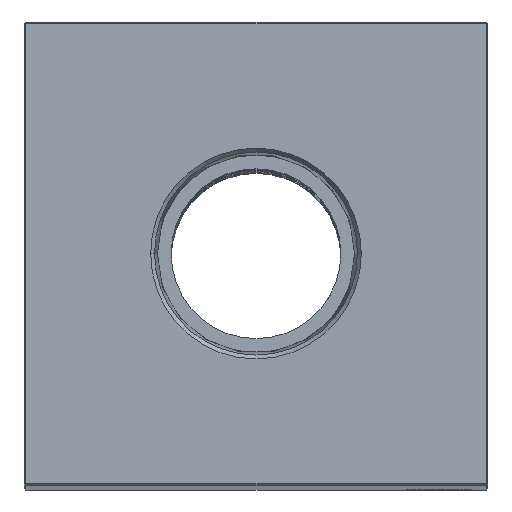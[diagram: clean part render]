
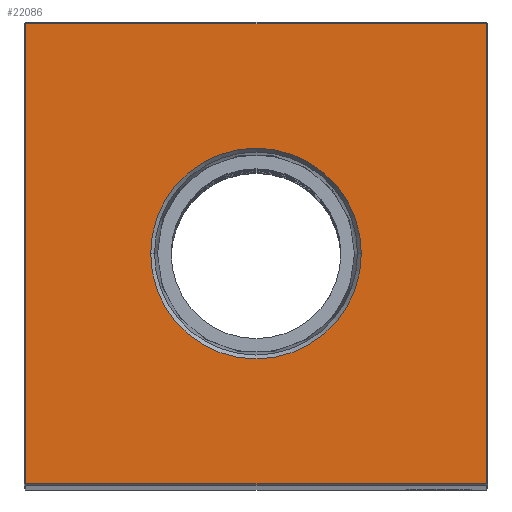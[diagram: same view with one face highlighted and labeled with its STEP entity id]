
A CAD part, top view. The second image highlights one B-rep face of the part: STEP entity #22086.
In plain terms, the highlighted planar face has unit normal (0, 0, 1).
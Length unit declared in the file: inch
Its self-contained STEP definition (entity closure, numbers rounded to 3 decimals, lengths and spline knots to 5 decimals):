
#74 = CIRCLE ( 'NONE', #8362, 0.68248 ) ;
#141 = DIRECTION ( 'NONE',  ( 0., 0., -1. ) ) ;
#1996 = VECTOR ( 'NONE', #3439, 39.37008 ) ;
#3110 = CARTESIAN_POINT ( 'NONE',  ( 0., 1.49, 18.25 ) ) ;
#3439 = DIRECTION ( 'NONE',  ( 0., -1., 0. ) ) ;
#4334 = DIRECTION ( 'NONE',  ( 1., 0., 0. ) ) ;
#4461 = DIRECTION ( 'NONE',  ( 0., 1., 0. ) ) ;
#4753 = CARTESIAN_POINT ( 'NONE',  ( 0., 0., 18.25 ) ) ;
#5641 = VERTEX_POINT ( 'NONE', #19082 ) ;
#7221 = VERTEX_POINT ( 'NONE', #10135 ) ;
#7452 = ORIENTED_EDGE ( 'NONE', *, *, #22572, .T. ) ;
#8362 = AXIS2_PLACEMENT_3D ( 'NONE', #21026, #16783, #16911 ) ;
#9056 = EDGE_CURVE ( 'NONE', #7221, #25061, #13096, .T. ) ;
#9266 = LINE ( 'NONE', #3110, #10305 ) ;
#9605 = LINE ( 'NONE', #23814, #1996 ) ;
#10135 = CARTESIAN_POINT ( 'NONE',  ( -1.49, -1.49, 18.25 ) ) ;
#10305 = VECTOR ( 'NONE', #19923, 39.37008 ) ;
#10557 = EDGE_CURVE ( 'NONE', #21600, #5641, #74, .T. ) ;
#11149 = CARTESIAN_POINT ( 'NONE',  ( 1.49, 1.49, 18.25 ) ) ;
#11312 = EDGE_CURVE ( 'NONE', #5641, #21600, #26262, .T. ) ;
#11343 = ORIENTED_EDGE ( 'NONE', *, *, #20447, .T. ) ;
#11753 = EDGE_LOOP ( 'NONE', ( #11343, #23786, #7452, #22306 ) ) ;
#13096 = LINE ( 'NONE', #21419, #24990 ) ;
#13852 = ORIENTED_EDGE ( 'NONE', *, *, #10557, .F. ) ;
#14722 = CARTESIAN_POINT ( 'NONE',  ( 1.49, 0., 18.25 ) ) ;
#15200 = DIRECTION ( 'NONE',  ( 0., 0., 1. ) ) ;
#16718 = EDGE_LOOP ( 'NONE', ( #24119, #13852 ) ) ;
#16783 = DIRECTION ( 'NONE',  ( 0., 0., 1. ) ) ;
#16911 = DIRECTION ( 'NONE',  ( 1., 0., 0. ) ) ;
#16921 = FACE_OUTER_BOUND ( 'NONE', #11753, .T. ) ;
#17380 = CARTESIAN_POINT ( 'NONE',  ( 0., 0., 18.25 ) ) ;
#17951 = AXIS2_PLACEMENT_3D ( 'NONE', #17380, #15200, #25716 ) ;
#19082 = CARTESIAN_POINT ( 'NONE',  ( 0.68248, 0., 18.25 ) ) ;
#19923 = DIRECTION ( 'NONE',  ( -1., 0., 0. ) ) ;
#20122 = AXIS2_PLACEMENT_3D ( 'NONE', #4753, #141, #21174 ) ;
#20227 = EDGE_CURVE ( 'NONE', #25891, #21992, #9266, .T. ) ;
#20447 = EDGE_CURVE ( 'NONE', #21992, #7221, #9605, .T. ) ;
#21026 = CARTESIAN_POINT ( 'NONE',  ( 0., 0., 18.25 ) ) ;
#21174 = DIRECTION ( 'NONE',  ( -1., 0., 0. ) ) ;
#21298 = PLANE ( 'NONE',  #20122 ) ;
#21419 = CARTESIAN_POINT ( 'NONE',  ( 0., -1.49, 18.25 ) ) ;
#21600 = VERTEX_POINT ( 'NONE', #25793 ) ;
#21992 = VERTEX_POINT ( 'NONE', #26244 ) ;
#22086 = ADVANCED_FACE ( 'NONE', ( #16921, #23086 ), #21298, .F. ) ;
#22306 = ORIENTED_EDGE ( 'NONE', *, *, #20227, .T. ) ;
#22572 = EDGE_CURVE ( 'NONE', #25061, #25891, #24970, .T. ) ;
#23086 = FACE_BOUND ( 'NONE', #16718, .T. ) ;
#23181 = VECTOR ( 'NONE', #4461, 39.37008 ) ;
#23786 = ORIENTED_EDGE ( 'NONE', *, *, #9056, .T. ) ;
#23814 = CARTESIAN_POINT ( 'NONE',  ( -1.49, 0., 18.25 ) ) ;
#24119 = ORIENTED_EDGE ( 'NONE', *, *, #11312, .F. ) ;
#24970 = LINE ( 'NONE', #14722, #23181 ) ;
#24990 = VECTOR ( 'NONE', #4334, 39.37008 ) ;
#25061 = VERTEX_POINT ( 'NONE', #26686 ) ;
#25716 = DIRECTION ( 'NONE',  ( 1., 0., 0. ) ) ;
#25793 = CARTESIAN_POINT ( 'NONE',  ( -0.68248, 0., 18.25 ) ) ;
#25891 = VERTEX_POINT ( 'NONE', #11149 ) ;
#26244 = CARTESIAN_POINT ( 'NONE',  ( -1.49, 1.49, 18.25 ) ) ;
#26262 = CIRCLE ( 'NONE', #17951, 0.68248 ) ;
#26686 = CARTESIAN_POINT ( 'NONE',  ( 1.49, -1.49, 18.25 ) ) ;
